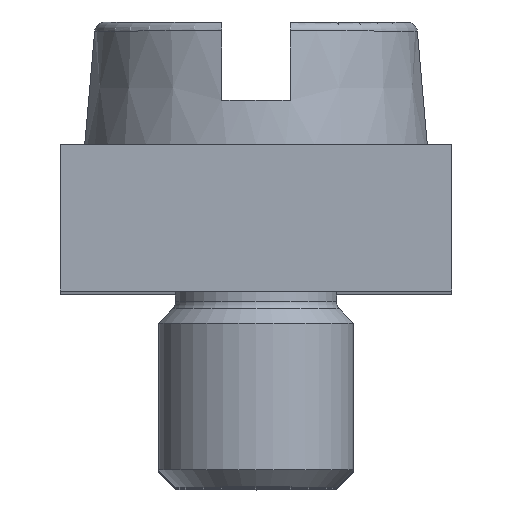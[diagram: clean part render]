
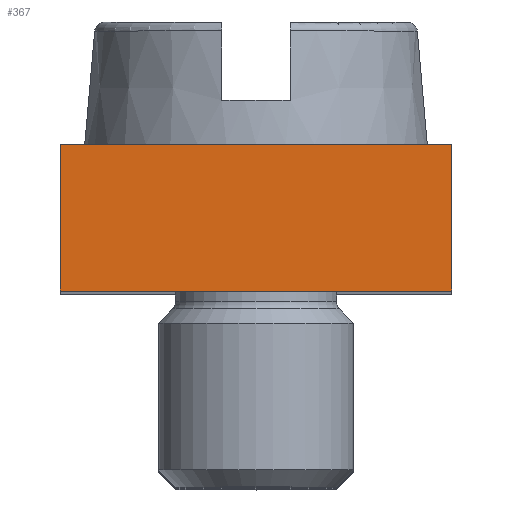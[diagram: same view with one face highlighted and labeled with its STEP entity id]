
A CAD part, top view. The second image highlights one B-rep face of the part: STEP entity #367.
In plain terms, the highlighted face is planar.
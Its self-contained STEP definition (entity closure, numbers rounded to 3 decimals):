
#66=DIRECTION('',(1.,0.,0.));
#67=VECTOR('',#66,8.);
#68=CARTESIAN_POINT('',(-4.,0.,-36.5));
#69=LINE('',#68,#67);
#112=DIRECTION('',(1.,0.,0.));
#113=VECTOR('',#112,8.);
#114=CARTESIAN_POINT('',(-4.,3.,-36.5));
#115=LINE('',#114,#113);
#136=DIRECTION('',(0.,1.,0.));
#137=VECTOR('',#136,3.);
#138=CARTESIAN_POINT('',(-4.,0.,-36.5));
#139=LINE('',#138,#137);
#152=DIRECTION('',(0.,1.,0.));
#153=VECTOR('',#152,3.);
#154=CARTESIAN_POINT('',(4.,0.,-36.5));
#155=LINE('',#154,#153);
#168=CARTESIAN_POINT('',(-4.,0.,-36.5));
#169=CARTESIAN_POINT('',(4.,0.,-36.5));
#170=VERTEX_POINT('',#168);
#171=VERTEX_POINT('',#169);
#172=CARTESIAN_POINT('',(-4.,3.,-36.5));
#173=CARTESIAN_POINT('',(4.,3.,-36.5));
#174=VERTEX_POINT('',#172);
#175=VERTEX_POINT('',#173);
#354=CARTESIAN_POINT('',(-4.,0.,-36.5));
#355=DIRECTION('',(0.,0.,1.));
#356=DIRECTION('',(1.,0.,0.));
#357=AXIS2_PLACEMENT_3D('',#354,#355,#356);
#358=PLANE('',#357);
#359=ORIENTED_EDGE('',*,*,#275,.F.);
#361=ORIENTED_EDGE('',*,*,#360,.F.);
#362=ORIENTED_EDGE('',*,*,#213,.T.);
#364=ORIENTED_EDGE('',*,*,#363,.T.);
#365=EDGE_LOOP('',(#359,#361,#362,#364));
#366=FACE_OUTER_BOUND('',#365,.F.);
#213=EDGE_CURVE('',#170,#171,#69,.T.);
#275=EDGE_CURVE('',#174,#175,#115,.T.);
#360=EDGE_CURVE('',#170,#174,#139,.T.);
#363=EDGE_CURVE('',#171,#175,#155,.T.);
#367=ADVANCED_FACE('',(#366),#358,.F.);
